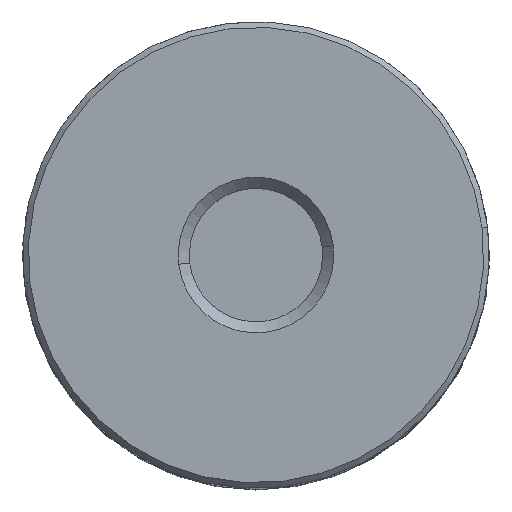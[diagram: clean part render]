
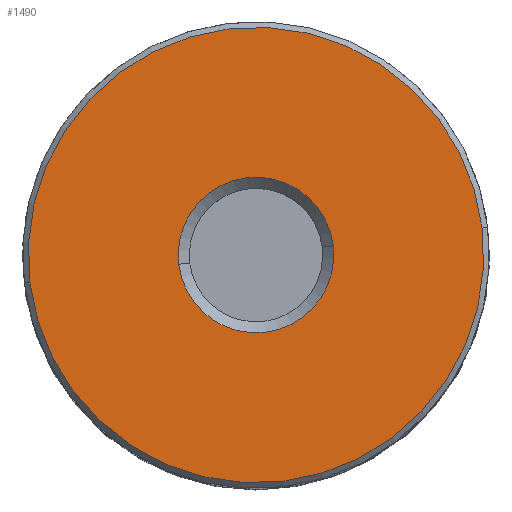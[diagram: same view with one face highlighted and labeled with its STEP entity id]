
A CAD part, top view. The second image highlights one B-rep face of the part: STEP entity #1490.
In plain terms, the highlighted face is planar.
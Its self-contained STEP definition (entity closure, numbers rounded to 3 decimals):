
#36 = EDGE_CURVE ( 'NONE', #1231, #441, #1918, .T. ) ;
#76 = EDGE_LOOP ( 'NONE', ( #94, #367 ) ) ;
#94 = ORIENTED_EDGE ( 'NONE', *, *, #36, .T. ) ;
#95 = FACE_BOUND ( 'NONE', #76, .T. ) ;
#135 = AXIS2_PLACEMENT_3D ( 'NONE', #348, #1733, #1712 ) ;
#240 = CARTESIAN_POINT ( 'NONE',  ( 0., 0., 0. ) ) ;
#348 = CARTESIAN_POINT ( 'NONE',  ( 0., 0., 0. ) ) ;
#367 = ORIENTED_EDGE ( 'NONE', *, *, #2313, .T. ) ;
#407 = CARTESIAN_POINT ( 'NONE',  ( -7., 0., 0. ) ) ;
#441 = VERTEX_POINT ( 'NONE', #463 ) ;
#452 = CIRCLE ( 'NONE', #676, 7. ) ;
#463 = CARTESIAN_POINT ( 'NONE',  ( 7., 0., 0. ) ) ;
#469 = CARTESIAN_POINT ( 'NONE',  ( -20.49, 0., 0. ) ) ;
#607 = VERTEX_POINT ( 'NONE', #469 ) ;
#610 = EDGE_CURVE ( 'NONE', #607, #1698, #1456, .T. ) ;
#676 = AXIS2_PLACEMENT_3D ( 'NONE', #2157, #1054, #2352 ) ;
#756 = CARTESIAN_POINT ( 'NONE',  ( 0., 0., 0. ) ) ;
#761 = DIRECTION ( 'NONE',  ( 1., 0., 0. ) ) ;
#867 = AXIS2_PLACEMENT_3D ( 'NONE', #1779, #1797, #1871 ) ;
#1012 = AXIS2_PLACEMENT_3D ( 'NONE', #240, #1498, #1696 ) ;
#1054 = DIRECTION ( 'NONE',  ( 0., 0., 1. ) ) ;
#1074 = AXIS2_PLACEMENT_3D ( 'NONE', #756, #1298, #761 ) ;
#1138 = EDGE_CURVE ( 'NONE', #1698, #607, #2262, .T. ) ;
#1231 = VERTEX_POINT ( 'NONE', #407 ) ;
#1298 = DIRECTION ( 'NONE',  ( 0., 0., 1. ) ) ;
#1314 = PLANE ( 'NONE',  #1012 ) ;
#1416 = ORIENTED_EDGE ( 'NONE', *, *, #610, .T. ) ;
#1456 = CIRCLE ( 'NONE', #135, 20.49 ) ;
#1490 = ADVANCED_FACE ( 'NONE', ( #95, #1732 ), #1314, .F. ) ;
#1498 = DIRECTION ( 'NONE',  ( 0., 0., 1. ) ) ;
#1696 = DIRECTION ( 'NONE',  ( 1., 0., 0. ) ) ;
#1698 = VERTEX_POINT ( 'NONE', #2364 ) ;
#1712 = DIRECTION ( 'NONE',  ( 1., 0., 0. ) ) ;
#1732 = FACE_OUTER_BOUND ( 'NONE', #2016, .T. ) ;
#1733 = DIRECTION ( 'NONE',  ( 0., 0., -1. ) ) ;
#1779 = CARTESIAN_POINT ( 'NONE',  ( 0., 0., 0. ) ) ;
#1797 = DIRECTION ( 'NONE',  ( 0., 0., -1. ) ) ;
#1871 = DIRECTION ( 'NONE',  ( 1., 0., 0. ) ) ;
#1918 = CIRCLE ( 'NONE', #1074, 7. ) ;
#2016 = EDGE_LOOP ( 'NONE', ( #2036, #1416 ) ) ;
#2036 = ORIENTED_EDGE ( 'NONE', *, *, #1138, .T. ) ;
#2157 = CARTESIAN_POINT ( 'NONE',  ( 0., 0., 0. ) ) ;
#2262 = CIRCLE ( 'NONE', #867, 20.49 ) ;
#2313 = EDGE_CURVE ( 'NONE', #441, #1231, #452, .T. ) ;
#2352 = DIRECTION ( 'NONE',  ( 1., 0., 0. ) ) ;
#2364 = CARTESIAN_POINT ( 'NONE',  ( 20.49, 0., 0. ) ) ;
